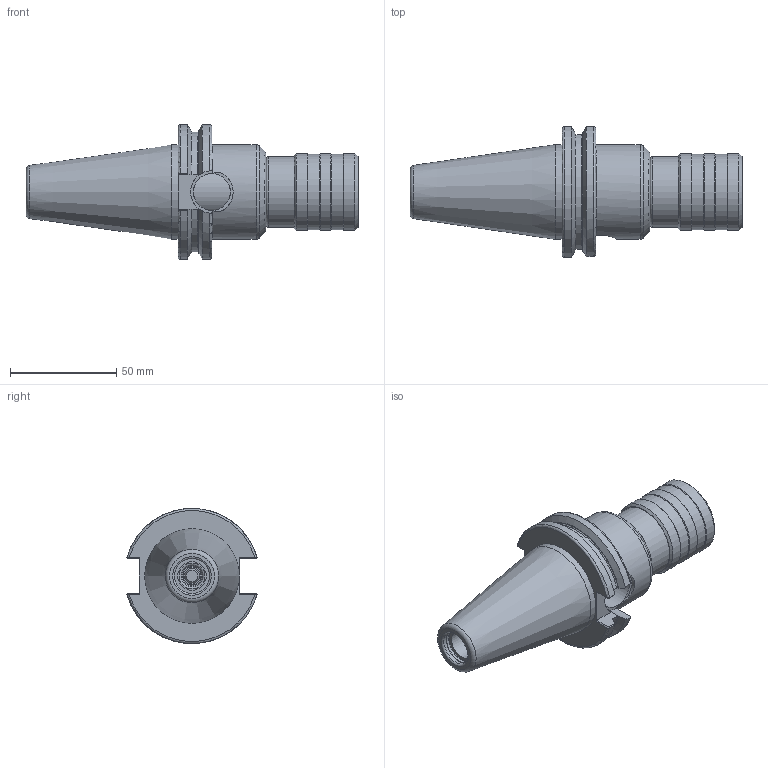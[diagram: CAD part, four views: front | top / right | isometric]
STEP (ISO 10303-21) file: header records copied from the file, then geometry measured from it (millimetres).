
FILE_DESCRIPTION(/* description */ (''),/* implementation_level */ '2;1');
FILE_NAME(/* name */ 'CAT40-TC1-0333.stp',/* time_stamp */ '2019-08-02T15:22:00-05:00',/* author */ ('ldfli'),/* organization */ ('Pioneer N.A.'),/* preprocessor_version */ 'ST-DEVELOPER v18',/* originating_system */ 'Autodesk Inventor LT',/* authorisation */ '');
FILE_SCHEMA (('AUTOMOTIVE_DESIGN { 1 0 10303 214 3 1 1 }'));
Length unit declared in the file: millimetre
Products named in the file (1): CAT40-TC1-0333
Bounding box: 155.96 x 61.14 x 63.42 mm (x, y, z)
Volume: 161377.7 mm3; surface area: 49573.2 mm2
Topology: 2 solids, 5 shells, 208 faces, 599 edges, 417 vertices
Faces by surface type: plane 68, cylinder 59, cone 43, torus 26, bspline 12
Full cylindrical faces by diameter (mm): 3.95 x1, 4 x2, 4.5 x1, 4.9 x1, 6.9 x1, 7 x1, 7.8 x1, 8 x2, 8.2 x1, 8.4 x1, 9 x1, 10 x2, 10.7 x1, 11 x2, 11.2 x1, 13.386 x1, 14 x1, 16.3 x1, 16.8 x1, 17.323 x1, 19 x1, 19.4 x1, 24.1 x1, 24.4 x1, 24.5 x1, 25.4 x2, 26.4 x1, 26.87 x1, 27.5 x1, 28.1 x1
Entity records: 7792 total; most frequent: CARTESIAN_POINT 2107, DIRECTION 1240, ORIENTED_EDGE 1196, EDGE_CURVE 598, AXIS2_PLACEMENT_3D 524, VERTEX_POINT 417, CIRCLE 325, EDGE_LOOP 239
